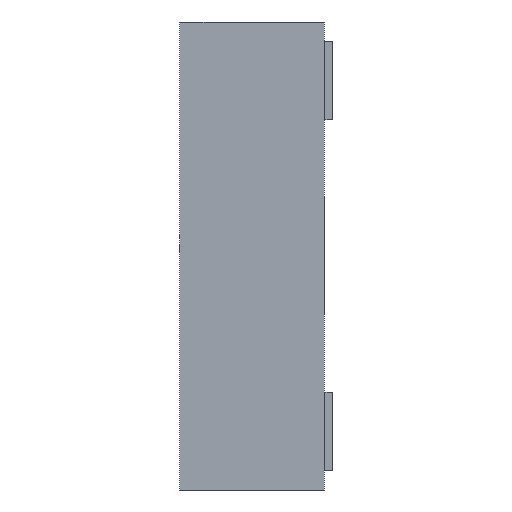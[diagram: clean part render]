
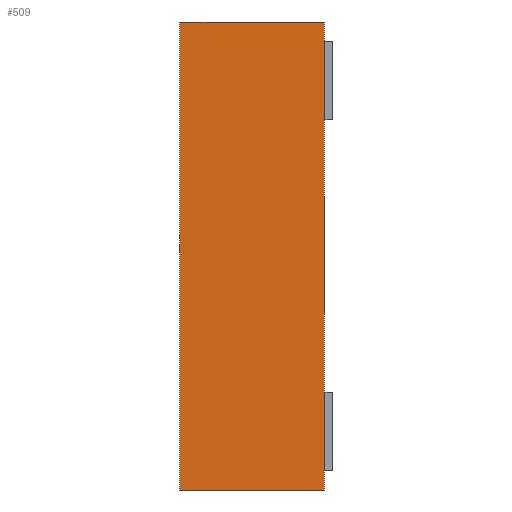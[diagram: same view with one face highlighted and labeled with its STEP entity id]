
A CAD part, left-side view. The second image highlights one B-rep face of the part: STEP entity #509.
In plain terms, the highlighted planar face has unit normal (-1, 0, 0).
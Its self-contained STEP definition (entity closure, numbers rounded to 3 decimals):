
#174 = EDGE_CURVE ( 'NONE', #1432, #2018, #1045, .T. ) ;
#219 = ORIENTED_EDGE ( 'NONE', *, *, #734, .T. ) ;
#260 = CARTESIAN_POINT ( 'NONE',  ( -0.8, 0., 0.6 ) ) ;
#336 = PLANE ( 'NONE',  #1769 ) ;
#509 = ADVANCED_FACE ( 'NONE', ( #2685 ), #336, .F. ) ;
#691 = VERTEX_POINT ( 'NONE', #2280 ) ;
#734 = EDGE_CURVE ( 'NONE', #1432, #5044, #1850, .T. ) ;
#995 = VECTOR ( 'NONE', #2117, 1000. ) ;
#1023 = VECTOR ( 'NONE', #5068, 1000. ) ;
#1045 = LINE ( 'NONE', #4741, #1760 ) ;
#1245 = LINE ( 'NONE', #260, #995 ) ;
#1299 = CARTESIAN_POINT ( 'NONE',  ( -0.8, 0., -0.6 ) ) ;
#1425 = ORIENTED_EDGE ( 'NONE', *, *, #174, .F. ) ;
#1432 = VERTEX_POINT ( 'NONE', #4712 ) ;
#1509 = DIRECTION ( 'NONE',  ( 0., -1., 0. ) ) ;
#1597 = ORIENTED_EDGE ( 'NONE', *, *, #5875, .T. ) ;
#1760 = VECTOR ( 'NONE', #1978, 1000. ) ;
#1769 = AXIS2_PLACEMENT_3D ( 'NONE', #1795, #3658, #5977 ) ;
#1795 = CARTESIAN_POINT ( 'NONE',  ( -0.8, 0.37, 0.6 ) ) ;
#1850 = LINE ( 'NONE', #3231, #1023 ) ;
#1978 = DIRECTION ( 'NONE',  ( 0., 0., 1. ) ) ;
#2018 = VERTEX_POINT ( 'NONE', #2227 ) ;
#2117 = DIRECTION ( 'NONE',  ( 0., 0., 1. ) ) ;
#2227 = CARTESIAN_POINT ( 'NONE',  ( -0.8, 0.37, 0.6 ) ) ;
#2280 = CARTESIAN_POINT ( 'NONE',  ( -0.8, 0., 0.6 ) ) ;
#2685 = FACE_OUTER_BOUND ( 'NONE', #4640, .T. ) ;
#2790 = ORIENTED_EDGE ( 'NONE', *, *, #3345, .F. ) ;
#2891 = LINE ( 'NONE', #3764, #4306 ) ;
#3231 = CARTESIAN_POINT ( 'NONE',  ( -0.8, 0.37, -0.6 ) ) ;
#3345 = EDGE_CURVE ( 'NONE', #2018, #691, #2891, .T. ) ;
#3658 = DIRECTION ( 'NONE',  ( 1., 0., 0. ) ) ;
#3764 = CARTESIAN_POINT ( 'NONE',  ( -0.8, 0.37, 0.6 ) ) ;
#4306 = VECTOR ( 'NONE', #1509, 1000. ) ;
#4640 = EDGE_LOOP ( 'NONE', ( #1597, #2790, #1425, #219 ) ) ;
#4712 = CARTESIAN_POINT ( 'NONE',  ( -0.8, 0.37, -0.6 ) ) ;
#4741 = CARTESIAN_POINT ( 'NONE',  ( -0.8, 0.37, 0.6 ) ) ;
#5044 = VERTEX_POINT ( 'NONE', #1299 ) ;
#5068 = DIRECTION ( 'NONE',  ( 0., -1., 0. ) ) ;
#5875 = EDGE_CURVE ( 'NONE', #5044, #691, #1245, .T. ) ;
#5977 = DIRECTION ( 'NONE',  ( 0., 0., -1. ) ) ;
